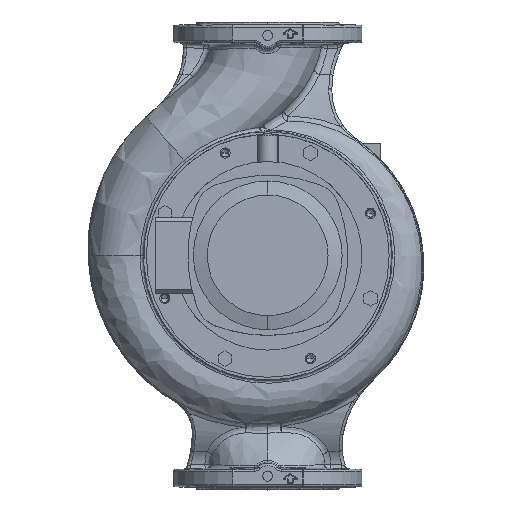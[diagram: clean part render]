
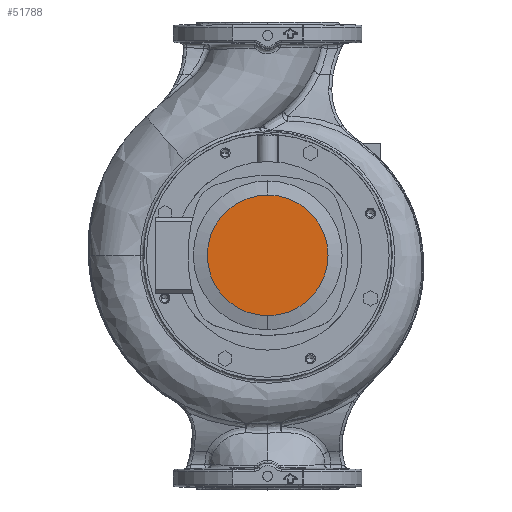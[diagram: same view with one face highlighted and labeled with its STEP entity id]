
A CAD part, top view. The second image highlights one B-rep face of the part: STEP entity #51788.
In plain terms, the highlighted planar face has unit normal (0, 0, 1).
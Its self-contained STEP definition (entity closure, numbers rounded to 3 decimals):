
#97 = CIRCLE ( 'NONE', #412, 80. ) ;
#412 = AXIS2_PLACEMENT_3D ( 'NONE', #12798, #12799, #12800 ) ;
#3268 = ORIENTED_EDGE ( 'NONE', *, *, #53792, .T. ) ;
#7939 = CARTESIAN_POINT ( 'NONE',  ( 0., 0., 454.5 ) ) ;
#7941 = DIRECTION ( 'NONE',  ( 0., 0., 1. ) ) ;
#7943 = DIRECTION ( 'NONE',  ( 0., 1., 0. ) ) ;
#10373 = EDGE_LOOP ( 'NONE', ( #66770, #3268 ) ) ;
#12798 = CARTESIAN_POINT ( 'NONE',  ( 0., 0., 454.5 ) ) ;
#12799 = DIRECTION ( 'NONE',  ( 0., 0., 1. ) ) ;
#12800 = DIRECTION ( 'NONE',  ( 0., 1., 0. ) ) ;
#14131 = EDGE_CURVE ( 'NONE', #67872, #67869, #97, .T. ) ;
#23809 = CARTESIAN_POINT ( 'NONE',  ( 0., 80., 454.5 ) ) ;
#23813 = CARTESIAN_POINT ( 'NONE',  ( 0., -80., 454.5 ) ) ;
#51788 = ADVANCED_FACE ( 'NONE', ( #63128 ), #63129, .F. ) ;
#53792 = EDGE_CURVE ( 'NONE', #67869, #67872, #70591, .T. ) ;
#63125 = CARTESIAN_POINT ( 'NONE',  ( -80., 0., 454.5 ) ) ;
#63128 = FACE_OUTER_BOUND ( 'NONE', #10373, .T. ) ;
#63129 = PLANE ( 'NONE',  #70666 ) ;
#63132 = DIRECTION ( 'NONE',  ( 0., 0., -1. ) ) ;
#63133 = DIRECTION ( 'NONE',  ( 0., -1., 0. ) ) ;
#66770 = ORIENTED_EDGE ( 'NONE', *, *, #14131, .T. ) ;
#67869 = VERTEX_POINT ( 'NONE', #23809 ) ;
#67872 = VERTEX_POINT ( 'NONE', #23813 ) ;
#70296 = AXIS2_PLACEMENT_3D ( 'NONE', #7939, #7941, #7943 ) ;
#70591 = CIRCLE ( 'NONE', #70296, 80. ) ;
#70666 = AXIS2_PLACEMENT_3D ( 'NONE', #63125, #63132, #63133 ) ;
